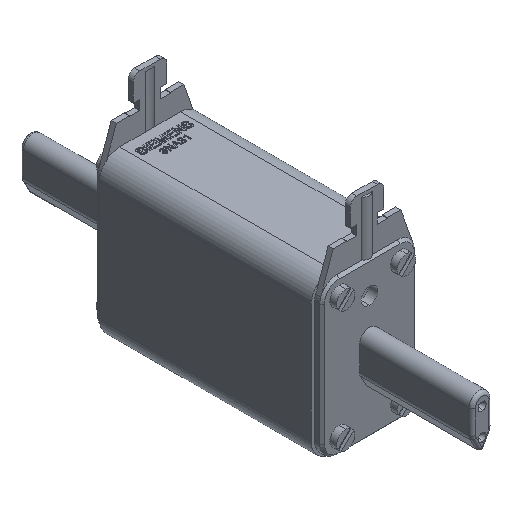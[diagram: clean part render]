
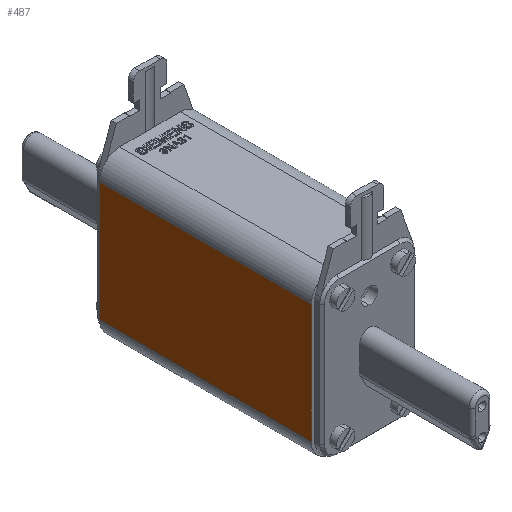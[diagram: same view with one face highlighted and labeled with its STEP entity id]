
A CAD part, isometric view. The second image highlights one B-rep face of the part: STEP entity #487.
In plain terms, the highlighted planar face has unit normal (-1, 0, 0).
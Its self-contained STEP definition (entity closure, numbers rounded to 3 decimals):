
#487=ADVANCED_FACE('NONE',(#1314),#1315,.T.);
#1314=FACE_OUTER_BOUND('',#2499,.T.);
#1315=PLANE('',#2500);
#2499=EDGE_LOOP('',(#9511,#9512,#9513,#9514));
#2500=AXIS2_PLACEMENT_3D('',#9515,#9516,#9517);
#9511=ORIENTED_EDGE('',*,*,#12516,.T.);
#9512=ORIENTED_EDGE('',*,*,#12519,.F.);
#9513=ORIENTED_EDGE('',*,*,#12520,.F.);
#9514=ORIENTED_EDGE('',*,*,#12507,.T.);
#9515=CARTESIAN_POINT('',(0.,35.6,6.));
#9516=DIRECTION('',(-1.0,0.0,0.0));
#9517=DIRECTION('',(0.0,1.0,0.0));
#12507=EDGE_CURVE('NONE',#14220,#14218,#14221,.T.);
#12516=EDGE_CURVE('NONE',#14218,#14234,#14236,.T.);
#12519=EDGE_CURVE('NONE',#14239,#14234,#14240,.T.);
#12520=EDGE_CURVE('NONE',#14220,#14239,#14241,.T.);
#14218=VERTEX_POINT('NONE',#17524);
#14220=VERTEX_POINT('NONE',#17526);
#14221=LINE('',#17527,#17528);
#14234=VERTEX_POINT('NONE',#17543);
#14236=LINE('',#17545,#17546);
#14239=VERTEX_POINT('NONE',#17549);
#14240=LINE('',#17550,#17551);
#14241=LINE('',#17552,#17553);
#17524=CARTESIAN_POINT('',(0.,35.6,41.4));
#17526=CARTESIAN_POINT('',(0.,35.6,6.));
#17527=CARTESIAN_POINT('',(0.,35.6,6.));
#17528=VECTOR('',#20821,1000.0);
#17543=CARTESIAN_POINT('',(0.,98.4,41.4));
#17545=CARTESIAN_POINT('',(0.,35.6,41.4));
#17546=VECTOR('',#20839,1000.0);
#17549=CARTESIAN_POINT('',(0.,98.4,6.));
#17550=CARTESIAN_POINT('',(0.,98.4,6.));
#17551=VECTOR('',#20843,1000.0);
#17552=CARTESIAN_POINT('',(0.,35.6,6.));
#17553=VECTOR('',#20844,1000.0);
#20821=DIRECTION('',(0.0,0.0,1.0));
#20839=DIRECTION('',(0.0,1.0,0.0));
#20843=DIRECTION('',(0.0,0.0,1.0));
#20844=DIRECTION('',(0.0,1.0,0.0));
